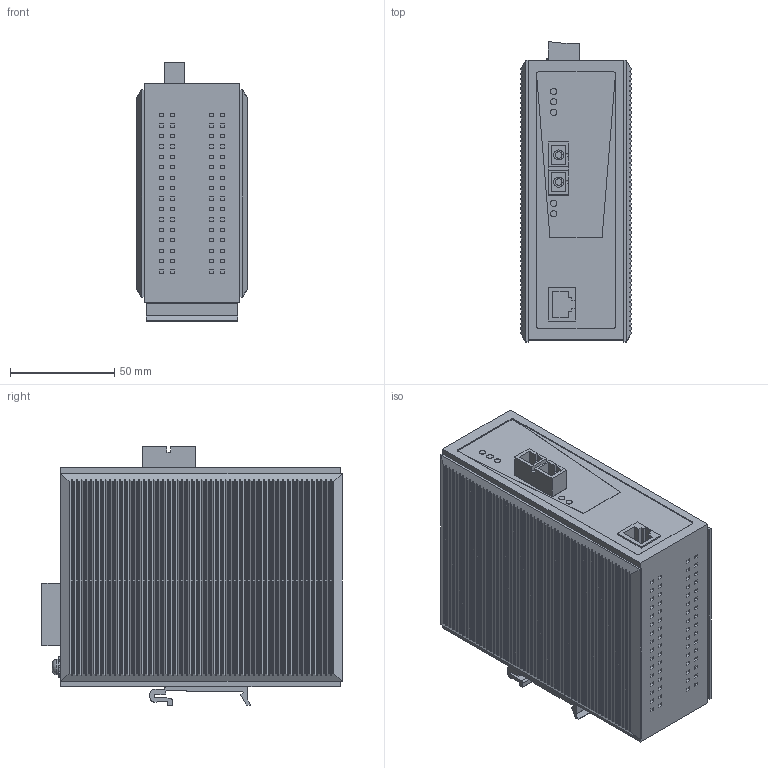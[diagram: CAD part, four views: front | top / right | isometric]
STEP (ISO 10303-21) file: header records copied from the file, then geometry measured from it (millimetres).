
FILE_DESCRIPTION(('CATIA V5 STEP Exchange','CAx-IF Rec.Pracs.--- Model Styling and Organization---1.4--- 2014-01-23'),'2;1');
FILE_NAME ('D1401306_3_1241400000_S3D_IE-MC-VL_VLT-1TX-1SC_1SCS.stp','2019-12-13T09:49:34+00:00',('none'),('Weidmueller'),'CATIA Version 5-6 Release 2016 SP3 HF44','CATIA V5 STEP AP214','none');
FILE_SCHEMA(('AUTOMOTIVE_DESIGN { 1 0 10303 214 1 1 1 1 }'));
Products named in the file (1): S3D_IE-MC-VL_VLT-1TX-1SC_1SCS
Bounding box: 52.85 x 144.05 x 123.93 mm (x, y, z)
Volume: 733330.9 mm3; surface area: 130562.8 mm2
Topology: 26 solids, 26 shells, 1489 faces, 3974 edges, 2664 vertices
Faces by surface type: plane 1089, extrusion 282, cylinder 116, torus 2
Entity records: 50155 total; most frequent: CARTESIAN_POINT 13903, ORIENTED_EDGE 7948, DIRECTION 5370, EDGE_CURVE 3974, VECTOR 3344, LINE 3062, VERTEX_POINT 2664, EDGE_LOOP 1632
